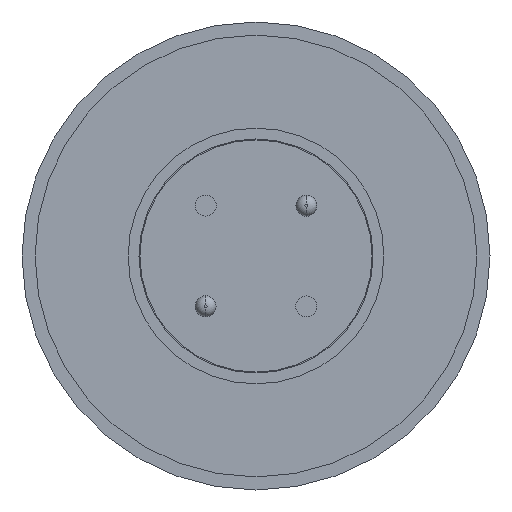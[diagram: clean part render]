
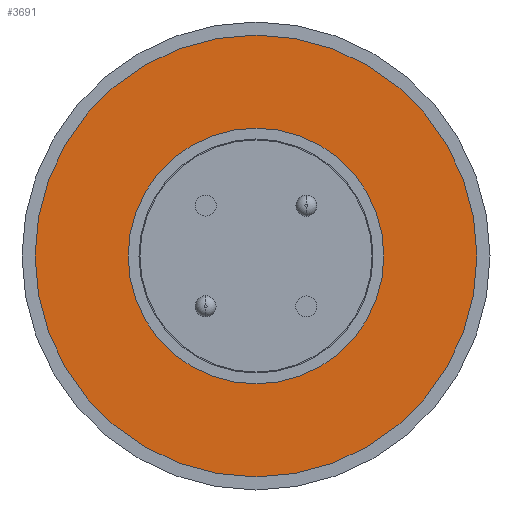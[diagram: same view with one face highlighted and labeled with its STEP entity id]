
A CAD part, left-side view. The second image highlights one B-rep face of the part: STEP entity #3691.
In plain terms, the highlighted planar face has unit normal (-1, 0, 0).
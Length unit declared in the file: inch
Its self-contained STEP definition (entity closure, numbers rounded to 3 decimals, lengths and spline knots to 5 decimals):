
#467 = ORIENTED_EDGE ( 'NONE', *, *, #3337, .F. ) ;
#468 = ORIENTED_EDGE ( 'NONE', *, *, #3435, .F. ) ;
#469 = ORIENTED_EDGE ( 'NONE', *, *, #3333, .F. ) ;
#470 = ORIENTED_EDGE ( 'NONE', *, *, #3436, .F. ) ;
#1198 = CARTESIAN_POINT ( 'NONE',  ( 0., 0., -0.59 ) ) ;
#1203 = CARTESIAN_POINT ( 'NONE',  ( 0., 0., 0.59 ) ) ;
#1208 = CARTESIAN_POINT ( 'NONE',  ( 0., 0., -0.3415 ) ) ;
#1210 = CARTESIAN_POINT ( 'NONE',  ( 0., 0., 0.3415 ) ) ;
#1777 = CIRCLE ( 'NONE', #4811, 0.59 ) ;
#1911 = EDGE_LOOP ( 'NONE', ( #468, #467 ) ) ;
#1916 = EDGE_LOOP ( 'NONE', ( #470, #469 ) ) ;
#2199 = VERTEX_POINT ( 'NONE', #1210 ) ;
#2200 = VERTEX_POINT ( 'NONE', #1208 ) ;
#2203 = VERTEX_POINT ( 'NONE', #1203 ) ;
#2206 = VERTEX_POINT ( 'NONE', #1198 ) ;
#2803 = CARTESIAN_POINT ( 'NONE',  ( 0., 0., 0. ) ) ;
#2804 = DIRECTION ( 'NONE',  ( -1., 0., 0. ) ) ;
#2805 = DIRECTION ( 'NONE',  ( 0., 0., 1. ) ) ;
#2806 = CARTESIAN_POINT ( 'NONE',  ( 0., 0., 0. ) ) ;
#2807 = DIRECTION ( 'NONE',  ( 1., 0., 0. ) ) ;
#2808 = DIRECTION ( 'NONE',  ( 0., 0., 1. ) ) ;
#3333 = EDGE_CURVE ( 'NONE', #2206, #2203, #1777, .T. ) ;
#3337 = EDGE_CURVE ( 'NONE', #2200, #2199, #5556, .T. ) ;
#3435 = EDGE_CURVE ( 'NONE', #2199, #2200, #5437, .T. ) ;
#3436 = EDGE_CURVE ( 'NONE', #2203, #2206, #5436, .T. ) ;
#3691 = ADVANCED_FACE ( 'NONE', ( #5188, #5178 ), #5812, .F. ) ;
#4112 = AXIS2_PLACEMENT_3D ( 'NONE', #5809, #5814, #5815 ) ;
#4750 = AXIS2_PLACEMENT_3D ( 'NONE', #2806, #2807, #2808 ) ;
#4751 = AXIS2_PLACEMENT_3D ( 'NONE', #2803, #2804, #2805 ) ;
#4809 = AXIS2_PLACEMENT_3D ( 'NONE', #4995, #4994, #4993 ) ;
#4811 = AXIS2_PLACEMENT_3D ( 'NONE', #4987, #4988, #4986 ) ;
#4986 = DIRECTION ( 'NONE',  ( 0., 0., 1. ) ) ;
#4987 = CARTESIAN_POINT ( 'NONE',  ( 0., 0., 0. ) ) ;
#4988 = DIRECTION ( 'NONE',  ( 1., 0., 0. ) ) ;
#4993 = DIRECTION ( 'NONE',  ( 0., 0., 1. ) ) ;
#4994 = DIRECTION ( 'NONE',  ( -1., 0., 0. ) ) ;
#4995 = CARTESIAN_POINT ( 'NONE',  ( 0., 0., 0. ) ) ;
#5178 = FACE_BOUND ( 'NONE', #1911, .T. ) ;
#5188 = FACE_OUTER_BOUND ( 'NONE', #1916, .T. ) ;
#5436 = CIRCLE ( 'NONE', #4750, 0.59 ) ;
#5437 = CIRCLE ( 'NONE', #4751, 0.3415 ) ;
#5556 = CIRCLE ( 'NONE', #4809, 0.3415 ) ;
#5809 = CARTESIAN_POINT ( 'NONE',  ( 0., 0.59, 0. ) ) ;
#5812 = PLANE ( 'NONE',  #4112 ) ;
#5814 = DIRECTION ( 'NONE',  ( 1., 0., 0. ) ) ;
#5815 = DIRECTION ( 'NONE',  ( 0., 0., -1. ) ) ;
